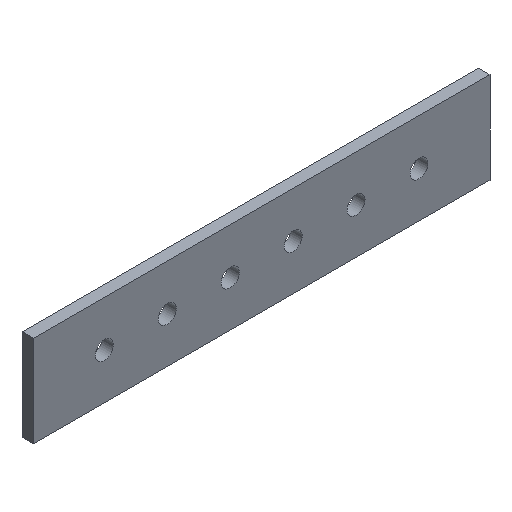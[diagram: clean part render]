
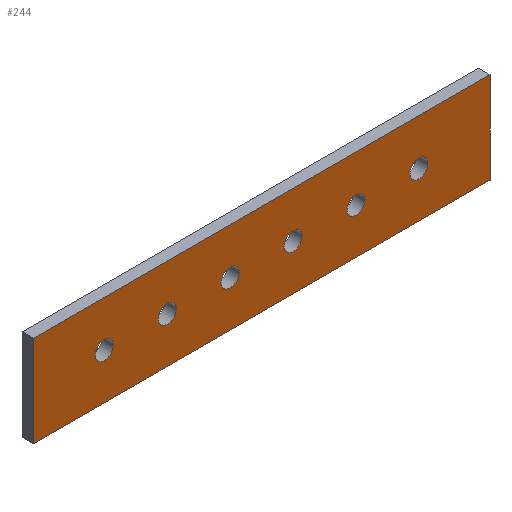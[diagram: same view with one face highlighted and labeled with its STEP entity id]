
A CAD part, isometric view. The second image highlights one B-rep face of the part: STEP entity #244.
In plain terms, the highlighted planar face has unit normal (0, -1, 0).
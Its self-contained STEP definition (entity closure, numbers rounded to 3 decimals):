
#21=FACE_BOUND('',#63,.T.);
#22=FACE_BOUND('',#64,.T.);
#23=FACE_BOUND('',#65,.T.);
#24=FACE_BOUND('',#66,.T.);
#25=FACE_BOUND('',#67,.T.);
#26=FACE_BOUND('',#68,.T.);
#32=PLANE('',#270);
#44=FACE_OUTER_BOUND('',#62,.T.);
#62=EDGE_LOOP('',(#217,#218,#219,#220));
#63=EDGE_LOOP('',(#221));
#64=EDGE_LOOP('',(#222));
#65=EDGE_LOOP('',(#223));
#66=EDGE_LOOP('',(#224));
#67=EDGE_LOOP('',(#225));
#68=EDGE_LOOP('',(#226));
#75=LINE('',#379,#93);
#79=LINE('',#387,#97);
#82=LINE('',#393,#100);
#85=LINE('',#398,#103);
#93=VECTOR('',#317,10.);
#97=VECTOR('',#323,10.);
#100=VECTOR('',#328,10.);
#103=VECTOR('',#333,10.);
#105=CIRCLE('',#248,5.);
#107=CIRCLE('',#251,5.);
#109=CIRCLE('',#254,5.);
#111=CIRCLE('',#257,5.);
#113=CIRCLE('',#260,5.);
#115=CIRCLE('',#263,5.);
#117=VERTEX_POINT('',#341);
#119=VERTEX_POINT('',#347);
#121=VERTEX_POINT('',#353);
#123=VERTEX_POINT('',#359);
#125=VERTEX_POINT('',#365);
#127=VERTEX_POINT('',#371);
#129=VERTEX_POINT('',#377);
#130=VERTEX_POINT('',#378);
#133=VERTEX_POINT('',#386);
#135=VERTEX_POINT('',#392);
#137=EDGE_CURVE('',#117,#117,#105,.T.);
#140=EDGE_CURVE('',#119,#119,#107,.T.);
#143=EDGE_CURVE('',#121,#121,#109,.T.);
#146=EDGE_CURVE('',#123,#123,#111,.T.);
#149=EDGE_CURVE('',#125,#125,#113,.T.);
#152=EDGE_CURVE('',#127,#127,#115,.T.);
#155=EDGE_CURVE('',#129,#130,#75,.T.);
#159=EDGE_CURVE('',#133,#129,#79,.T.);
#162=EDGE_CURVE('',#135,#133,#82,.T.);
#165=EDGE_CURVE('',#130,#135,#85,.T.);
#217=ORIENTED_EDGE('',*,*,#165,.F.);
#218=ORIENTED_EDGE('',*,*,#155,.F.);
#219=ORIENTED_EDGE('',*,*,#159,.F.);
#220=ORIENTED_EDGE('',*,*,#162,.F.);
#221=ORIENTED_EDGE('',*,*,#137,.T.);
#222=ORIENTED_EDGE('',*,*,#140,.T.);
#223=ORIENTED_EDGE('',*,*,#143,.T.);
#224=ORIENTED_EDGE('',*,*,#146,.T.);
#225=ORIENTED_EDGE('',*,*,#149,.T.);
#226=ORIENTED_EDGE('',*,*,#152,.T.);
#244=ADVANCED_FACE('',(#44,#21,#22,#23,#24,#25,#26),#32,.F.);
#248=AXIS2_PLACEMENT_3D('',#342,#275,#276);
#251=AXIS2_PLACEMENT_3D('',#348,#282,#283);
#254=AXIS2_PLACEMENT_3D('',#354,#289,#290);
#257=AXIS2_PLACEMENT_3D('',#360,#296,#297);
#260=AXIS2_PLACEMENT_3D('',#366,#303,#304);
#263=AXIS2_PLACEMENT_3D('',#372,#310,#311);
#270=AXIS2_PLACEMENT_3D('',#401,#337,#338);
#275=DIRECTION('center_axis',(0.,1.,0.));
#276=DIRECTION('ref_axis',(1.,0.,0.));
#282=DIRECTION('center_axis',(0.,1.,0.));
#283=DIRECTION('ref_axis',(1.,0.,0.));
#289=DIRECTION('center_axis',(0.,1.,0.));
#290=DIRECTION('ref_axis',(1.,0.,0.));
#296=DIRECTION('center_axis',(0.,1.,0.));
#297=DIRECTION('ref_axis',(1.,0.,0.));
#303=DIRECTION('center_axis',(0.,1.,0.));
#304=DIRECTION('ref_axis',(1.,0.,0.));
#310=DIRECTION('center_axis',(0.,1.,0.));
#311=DIRECTION('ref_axis',(1.,0.,0.));
#317=DIRECTION('',(1.,0.,0.));
#323=DIRECTION('',(0.,0.,1.));
#328=DIRECTION('',(-1.,0.,0.));
#333=DIRECTION('',(0.,0.,-1.));
#337=DIRECTION('center_axis',(0.,1.,0.));
#338=DIRECTION('ref_axis',(1.,0.,0.));
#341=CARTESIAN_POINT('',(-137.5,6.35,50.));
#342=CARTESIAN_POINT('Origin',(-132.5,6.35,50.));
#347=CARTESIAN_POINT('',(-67.5,6.35,50.));
#348=CARTESIAN_POINT('Origin',(-62.5,6.35,50.));
#353=CARTESIAN_POINT('',(-207.5,6.35,50.));
#354=CARTESIAN_POINT('Origin',(-202.5,6.35,50.));
#359=CARTESIAN_POINT('',(-172.5,6.35,50.));
#360=CARTESIAN_POINT('Origin',(-167.5,6.35,50.));
#365=CARTESIAN_POINT('',(-102.5,6.35,50.));
#366=CARTESIAN_POINT('Origin',(-97.5,6.35,50.));
#371=CARTESIAN_POINT('',(-242.5,6.35,50.));
#372=CARTESIAN_POINT('Origin',(-237.5,6.35,50.));
#377=CARTESIAN_POINT('',(-277.,6.35,75.4));
#378=CARTESIAN_POINT('',(-23.,6.35,75.4));
#379=CARTESIAN_POINT('',(-277.,6.35,75.4));
#386=CARTESIAN_POINT('',(-277.,6.35,24.6));
#387=CARTESIAN_POINT('',(-277.,6.35,24.6));
#392=CARTESIAN_POINT('',(-23.,6.35,24.6));
#393=CARTESIAN_POINT('',(-23.,6.35,24.6));
#398=CARTESIAN_POINT('',(-23.,6.35,75.4));
#401=CARTESIAN_POINT('Origin',(-150.,6.35,50.));
